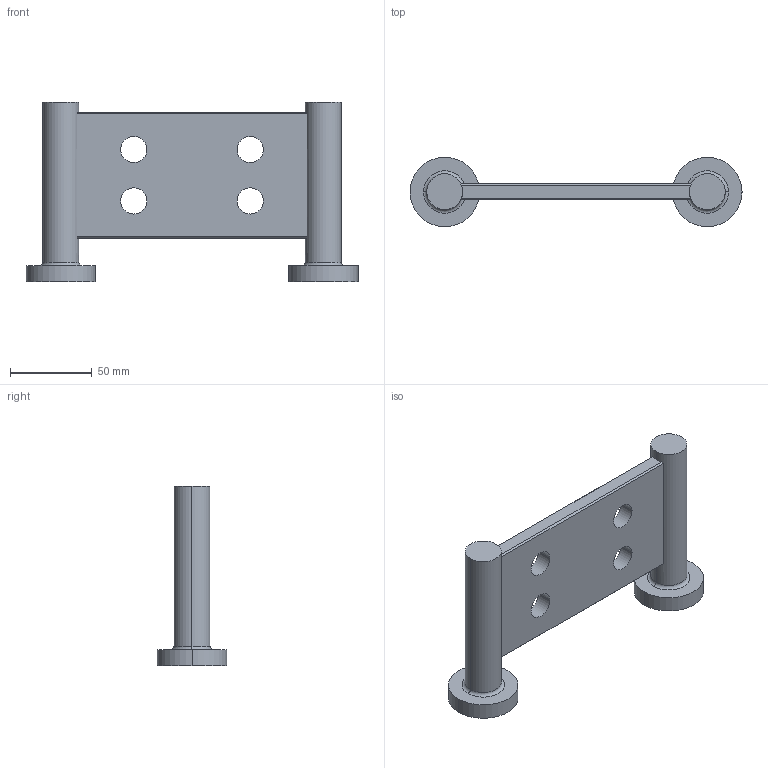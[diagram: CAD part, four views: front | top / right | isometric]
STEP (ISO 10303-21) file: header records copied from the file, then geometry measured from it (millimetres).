
FILE_DESCRIPTION (( 'STEP AP214' ), '1' );
FILE_NAME ('SUSSEX_SCALA_STBH_toothbrush_holder_shell.STEP', '2021-06-08T06:16:27', ( '' ), ( '' ), 'SwSTEP 2.0', 'SolidWorks 2020', '' );
FILE_SCHEMA (( 'AUTOMOTIVE_DESIGN' ));
Length unit declared in the file: millimetre
Products named in the file (1): SUSSEX_SCALA_STBH_toothbrush_holder_shell
Bounding box: 203.06 x 42.5 x 110 mm (x, y, z)
Volume: 201486.7 mm3; surface area: 54870.6 mm2
Topology: 3 solids, 3 shells, 54 faces, 134 edges, 88 vertices
Faces by surface type: plane 34, cylinder 16, torus 4
Entity records: 1770 total; most frequent: CARTESIAN_POINT 301, DIRECTION 284, ORIENTED_EDGE 268, EDGE_CURVE 134, AXIS2_PLACEMENT_3D 103, VERTEX_POINT 88, LINE 78, VECTOR 78
